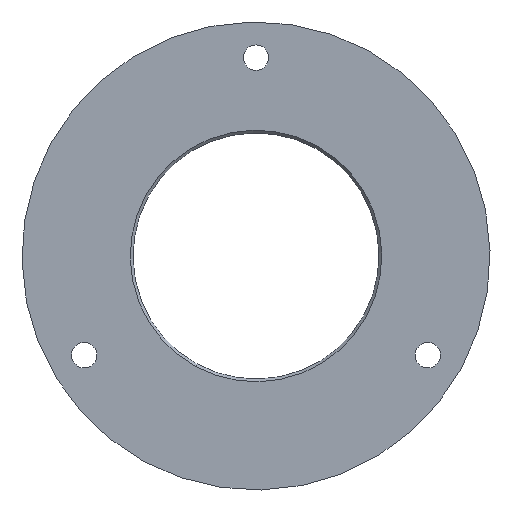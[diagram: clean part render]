
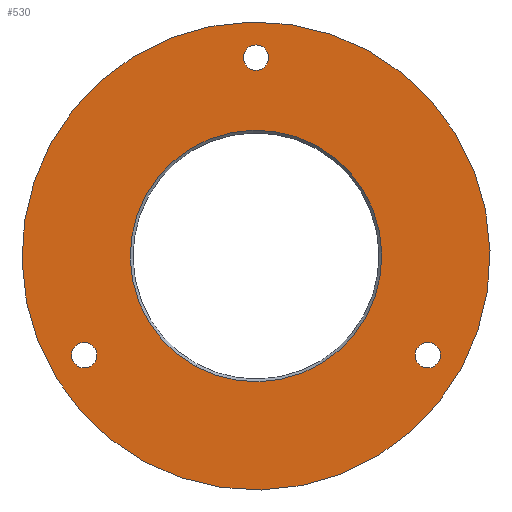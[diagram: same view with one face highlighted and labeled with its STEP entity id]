
A CAD part, front view. The second image highlights one B-rep face of the part: STEP entity #530.
In plain terms, the highlighted planar face has unit normal (0, -1, 0).
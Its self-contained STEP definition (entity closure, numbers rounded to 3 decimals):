
#70=CARTESIAN_POINT('Vertex',(-3.2,0.,50.)) ;
#73=CARTESIAN_POINT('Axis2P3D Location',(0.,0.,50.)) ;
#77=CARTESIAN_POINT('Vertex',(3.2,0.,50.)) ;
#97=CARTESIAN_POINT('Axis2P3D Location',(0.,0.,50.)) ;
#114=CARTESIAN_POINT('Axis2P3D Location',(0.,0.,0.)) ;
#118=CARTESIAN_POINT('Vertex',(15.201,0.,27.826)) ;
#120=CARTESIAN_POINT('Vertex',(-15.201,0.,-27.826)) ;
#149=CARTESIAN_POINT('Axis2P3D Location',(0.,0.,0.)) ;
#384=CARTESIAN_POINT('Vertex',(28.286,0.,51.777)) ;
#387=CARTESIAN_POINT('Axis2P3D Location',(0.,0.,0.)) ;
#391=CARTESIAN_POINT('Vertex',(-28.286,0.,-51.777)) ;
#411=CARTESIAN_POINT('Axis2P3D Location',(0.,0.,0.)) ;
#477=CARTESIAN_POINT('Axis2P3D Location',(0.,0.,31.707)) ;
#494=CARTESIAN_POINT('Axis2P3D Location',(43.301,0.,-25.)) ;
#498=CARTESIAN_POINT('Vertex',(44.901,0.,-22.229)) ;
#500=CARTESIAN_POINT('Vertex',(41.701,0.,-27.771)) ;
#503=CARTESIAN_POINT('Axis2P3D Location',(43.301,0.,-25.)) ;
#512=CARTESIAN_POINT('Axis2P3D Location',(-43.301,0.,-25.)) ;
#516=CARTESIAN_POINT('Vertex',(-41.701,0.,-27.771)) ;
#518=CARTESIAN_POINT('Vertex',(-44.901,0.,-22.229)) ;
#521=CARTESIAN_POINT('Axis2P3D Location',(-43.301,0.,-25.)) ;
#74=DIRECTION('Axis2P3D Direction',(0.,-1.,0.)) ;
#98=DIRECTION('Axis2P3D Direction',(0.,-1.,0.)) ;
#115=DIRECTION('Axis2P3D Direction',(0.,-1.,-0.)) ;
#150=DIRECTION('Axis2P3D Direction',(0.,-1.,-0.)) ;
#388=DIRECTION('Axis2P3D Direction',(0.,1.,0.)) ;
#412=DIRECTION('Axis2P3D Direction',(0.,1.,0.)) ;
#478=DIRECTION('Axis2P3D Direction',(-0.,1.,0.)) ;
#479=DIRECTION('Axis2P3D XDirection',(1.,0.,0.)) ;
#495=DIRECTION('Axis2P3D Direction',(-0.,1.,0.)) ;
#504=DIRECTION('Axis2P3D Direction',(-0.,1.,0.)) ;
#513=DIRECTION('Axis2P3D Direction',(-0.,1.,0.)) ;
#522=DIRECTION('Axis2P3D Direction',(-0.,1.,0.)) ;
#75=AXIS2_PLACEMENT_3D('Circle Axis2P3D',#73,#74,$) ;
#99=AXIS2_PLACEMENT_3D('Circle Axis2P3D',#97,#98,$) ;
#116=AXIS2_PLACEMENT_3D('Circle Axis2P3D',#114,#115,$) ;
#151=AXIS2_PLACEMENT_3D('Circle Axis2P3D',#149,#150,$) ;
#389=AXIS2_PLACEMENT_3D('Circle Axis2P3D',#387,#388,$) ;
#413=AXIS2_PLACEMENT_3D('Circle Axis2P3D',#411,#412,$) ;
#480=AXIS2_PLACEMENT_3D('Plane Axis2P3D',#477,#478,#479) ;
#496=AXIS2_PLACEMENT_3D('Circle Axis2P3D',#494,#495,$) ;
#505=AXIS2_PLACEMENT_3D('Circle Axis2P3D',#503,#504,$) ;
#514=AXIS2_PLACEMENT_3D('Circle Axis2P3D',#512,#513,$) ;
#523=AXIS2_PLACEMENT_3D('Circle Axis2P3D',#521,#522,$) ;
#483=ORIENTED_EDGE('',*,*,#393,.F.) ;
#484=ORIENTED_EDGE('',*,*,#415,.F.) ;
#487=ORIENTED_EDGE('',*,*,#79,.F.) ;
#488=ORIENTED_EDGE('',*,*,#101,.F.) ;
#491=ORIENTED_EDGE('',*,*,#153,.T.) ;
#492=ORIENTED_EDGE('',*,*,#122,.T.) ;
#509=ORIENTED_EDGE('',*,*,#502,.F.) ;
#510=ORIENTED_EDGE('',*,*,#507,.F.) ;
#527=ORIENTED_EDGE('',*,*,#520,.F.) ;
#528=ORIENTED_EDGE('',*,*,#525,.F.) ;
#489=FACE_BOUND('',#486,.T.) ;
#493=FACE_BOUND('',#490,.T.) ;
#511=FACE_BOUND('',#508,.T.) ;
#529=FACE_BOUND('',#526,.T.) ;
#530=ADVANCED_FACE('PartBody',(#485,#489,#493,#511,#529),#481,.F.) ;
#76=CIRCLE('generated circle',#75,3.2) ;
#100=CIRCLE('generated circle',#99,3.2) ;
#117=CIRCLE('generated circle',#116,31.707) ;
#152=CIRCLE('generated circle',#151,31.707) ;
#390=CIRCLE('generated circle',#389,59.) ;
#414=CIRCLE('generated circle',#413,59.) ;
#497=CIRCLE('generated circle',#496,3.2) ;
#506=CIRCLE('generated circle',#505,3.2) ;
#515=CIRCLE('generated circle',#514,3.2) ;
#524=CIRCLE('generated circle',#523,3.2) ;
#79=EDGE_CURVE('',#71,#78,#76,.T.) ;
#101=EDGE_CURVE('',#78,#71,#100,.T.) ;
#122=EDGE_CURVE('',#119,#121,#117,.F.) ;
#153=EDGE_CURVE('',#121,#119,#152,.F.) ;
#393=EDGE_CURVE('',#385,#392,#390,.T.) ;
#415=EDGE_CURVE('',#392,#385,#414,.T.) ;
#502=EDGE_CURVE('',#499,#501,#497,.F.) ;
#507=EDGE_CURVE('',#501,#499,#506,.F.) ;
#520=EDGE_CURVE('',#517,#519,#515,.F.) ;
#525=EDGE_CURVE('',#519,#517,#524,.F.) ;
#482=EDGE_LOOP('',(#483,#484)) ;
#486=EDGE_LOOP('',(#487,#488)) ;
#490=EDGE_LOOP('',(#491,#492)) ;
#508=EDGE_LOOP('',(#509,#510)) ;
#526=EDGE_LOOP('',(#527,#528)) ;
#485=FACE_OUTER_BOUND('',#482,.T.) ;
#481=PLANE('Plane',#480) ;
#71=VERTEX_POINT('',#70) ;
#78=VERTEX_POINT('',#77) ;
#119=VERTEX_POINT('',#118) ;
#121=VERTEX_POINT('',#120) ;
#385=VERTEX_POINT('',#384) ;
#392=VERTEX_POINT('',#391) ;
#499=VERTEX_POINT('',#498) ;
#501=VERTEX_POINT('',#500) ;
#517=VERTEX_POINT('',#516) ;
#519=VERTEX_POINT('',#518) ;
